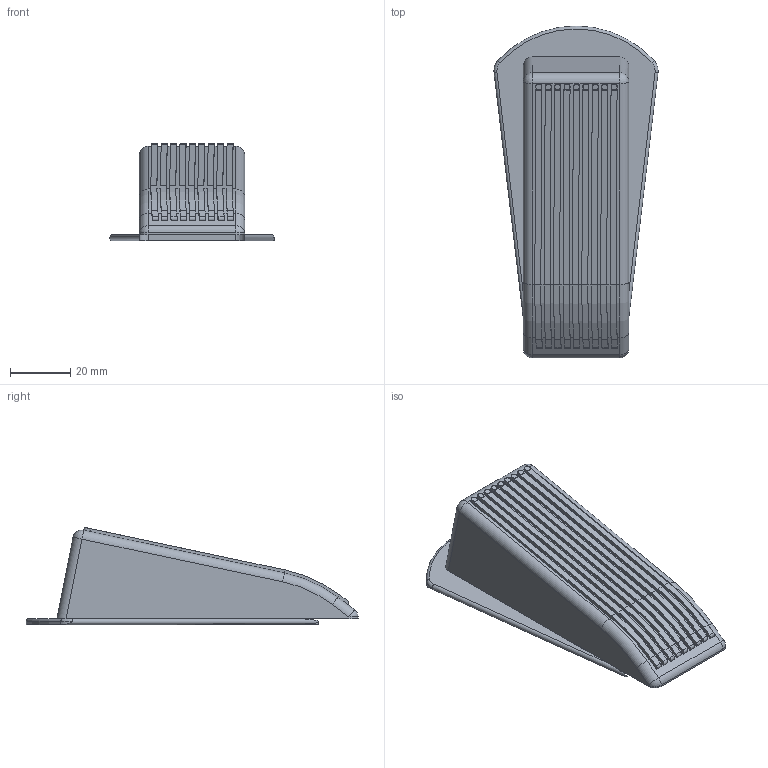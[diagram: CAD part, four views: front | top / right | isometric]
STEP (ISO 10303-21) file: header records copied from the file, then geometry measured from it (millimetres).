
FILE_DESCRIPTION(/* description */ (''),/* implementation_level */ '2;1');
FILE_NAME(/* name */ '8cabb960-c0c0-498d-a779-2ed57021fbbe.stp',/* time_stamp */ '2025-06-21T23:09:08Z',/* author */ (''),/* organization */ (''),/* preprocessor_version */ 'ST-DEVELOPER v20.1',/* originating_system */ 'Autodesk Translation Framework v14.10.0.0',/* authorisation */ '');
FILE_SCHEMA (('AUTOMOTIVE_DESIGN { 1 0 10303 214 3 1 1 }'));
Length unit declared in the file: millimetre
Products named in the file (1): #8153
Bounding box: 54.55 x 110.29 x 32.35 mm (x, y, z)
Volume: 19128.2 mm3; surface area: 20520 mm2
Topology: 2 solids, 2 shells, 207 faces, 463 edges, 261 vertices
Faces by surface type: bspline 74, cylinder 63, plane 55, sphere 8, torus 7
Entity records: 8155 total; most frequent: CARTESIAN_POINT 4098, ORIENTED_EDGE 926, DIRECTION 635, EDGE_CURVE 463, VERTEX_POINT 261, LINE 233, VECTOR 233, EDGE_LOOP 208
